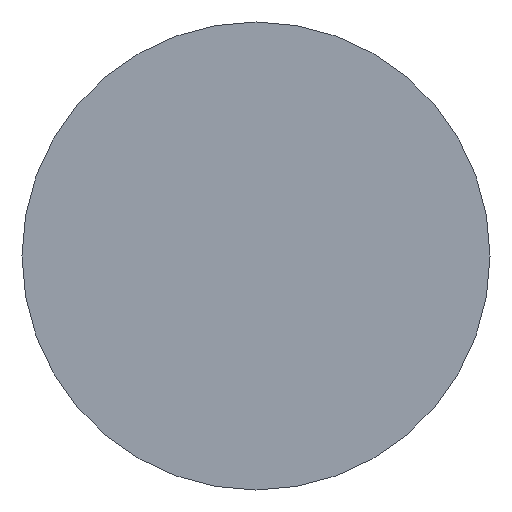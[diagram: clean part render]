
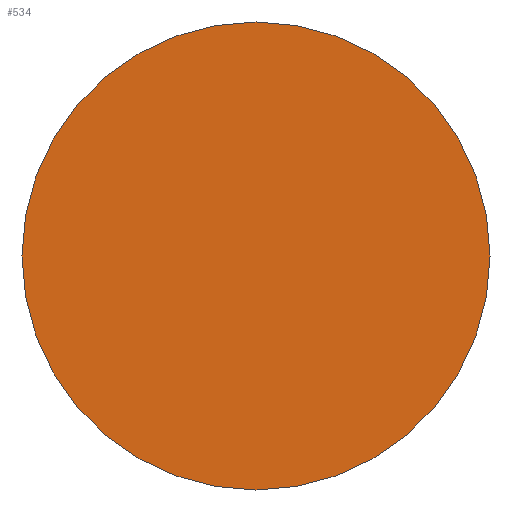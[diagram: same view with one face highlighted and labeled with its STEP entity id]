
A CAD part, front view. The second image highlights one B-rep face of the part: STEP entity #534.
In plain terms, the highlighted planar face has unit normal (0, -1, 0).
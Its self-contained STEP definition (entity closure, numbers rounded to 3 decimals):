
#84 = ORIENTED_EDGE ( 'NONE', *, *, #1497, .T. ) ;
#143 = EDGE_LOOP ( 'NONE', ( #777, #84 ) ) ;
#177 = EDGE_CURVE ( 'NONE', #355, #313, #585, .T. ) ;
#224 = CARTESIAN_POINT ( 'NONE',  ( 0., 0., 0. ) ) ;
#233 = PLANE ( 'NONE',  #613 ) ;
#313 = VERTEX_POINT ( 'NONE', #1553 ) ;
#355 = VERTEX_POINT ( 'NONE', #358 ) ;
#358 = CARTESIAN_POINT ( 'NONE',  ( 25., 0., 0. ) ) ;
#380 = CIRCLE ( 'NONE', #603, 25. ) ;
#534 = ADVANCED_FACE ( 'NONE', ( #732 ), #233, .F. ) ;
#585 = CIRCLE ( 'NONE', #837, 25. ) ;
#603 = AXIS2_PLACEMENT_3D ( 'NONE', #817, #1113, #1227 ) ;
#613 = AXIS2_PLACEMENT_3D ( 'NONE', #632, #1707, #1007 ) ;
#632 = CARTESIAN_POINT ( 'NONE',  ( 0., 0., 0. ) ) ;
#732 = FACE_OUTER_BOUND ( 'NONE', #143, .T. ) ;
#772 = DIRECTION ( 'NONE',  ( 1., 0., 0. ) ) ;
#777 = ORIENTED_EDGE ( 'NONE', *, *, #177, .T. ) ;
#817 = CARTESIAN_POINT ( 'NONE',  ( 0., 0., 0. ) ) ;
#837 = AXIS2_PLACEMENT_3D ( 'NONE', #224, #1285, #772 ) ;
#1007 = DIRECTION ( 'NONE',  ( -1., 0., 0. ) ) ;
#1113 = DIRECTION ( 'NONE',  ( 0., -1., 0. ) ) ;
#1227 = DIRECTION ( 'NONE',  ( 1., 0., 0. ) ) ;
#1285 = DIRECTION ( 'NONE',  ( 0., -1., 0. ) ) ;
#1497 = EDGE_CURVE ( 'NONE', #313, #355, #380, .T. ) ;
#1553 = CARTESIAN_POINT ( 'NONE',  ( -25., 0., 0. ) ) ;
#1707 = DIRECTION ( 'NONE',  ( 0., 1., 0. ) ) ;
